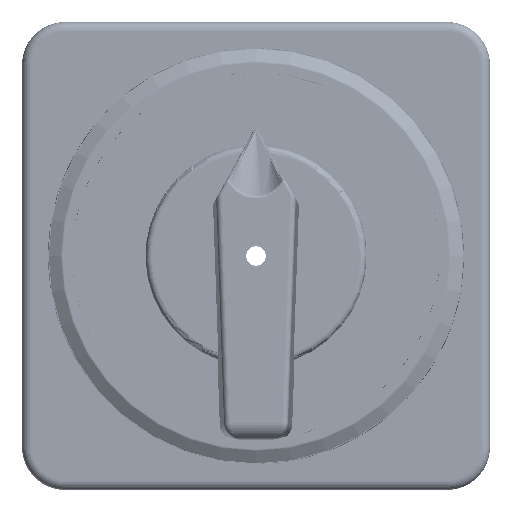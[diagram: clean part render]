
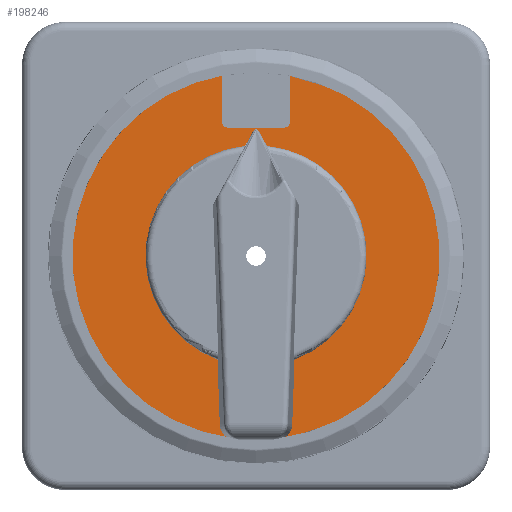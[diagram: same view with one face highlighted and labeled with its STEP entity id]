
A CAD part, front view. The second image highlights one B-rep face of the part: STEP entity #198246.
In plain terms, the highlighted planar face has unit normal (0, -1, 0).
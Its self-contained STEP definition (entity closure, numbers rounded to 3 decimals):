
#193449=CARTESIAN_POINT('',(0.,-14.75,0.));
#193450=DIRECTION('',(0.,1.,0.));
#193451=DIRECTION('',(-0.989,0.,-0.145));
#193452=AXIS2_PLACEMENT_3D('',#193449,#193450,#193451);
#193457=CARTESIAN_POINT('',(0.,-14.75,0.));
#193458=DIRECTION('',(0.,1.,0.));
#193459=DIRECTION('',(-0.989,0.,0.145));
#193460=AXIS2_PLACEMENT_3D('',#193457,#193458,#193459);
#193465=CARTESIAN_POINT('',(-4.3,-14.75,20.75));
#193466=DIRECTION('',(0.,-1.,0.));
#193467=DIRECTION('',(-1.,0.,0.));
#193468=AXIS2_PLACEMENT_3D('',#193465,#193466,#193467);
#193473=CARTESIAN_POINT('',(4.3,-14.75,20.75));
#193474=DIRECTION('',(0.,-1.,0.));
#193475=DIRECTION('',(0.,0.,-1.));
#193476=AXIS2_PLACEMENT_3D('',#193473,#193474,#193475);
#193481=CARTESIAN_POINT('',(0.,-14.75,0.));
#193482=DIRECTION('',(0.,1.,0.));
#193483=DIRECTION('',(0.188,0.,0.982));
#193484=AXIS2_PLACEMENT_3D('',#193481,#193482,#193483);
#193489=CARTESIAN_POINT('',(0.,-14.75,0.));
#193490=DIRECTION('',(0.,1.,0.));
#193491=DIRECTION('',(0.396,0.,0.918));
#193492=AXIS2_PLACEMENT_3D('',#193489,#193490,#193491);
#193497=CARTESIAN_POINT('',(0.,-14.75,0.));
#193498=DIRECTION('',(0.,1.,0.));
#193499=DIRECTION('',(0.62,0.,0.784));
#193500=AXIS2_PLACEMENT_3D('',#193497,#193498,#193499);
#193505=CARTESIAN_POINT('',(0.,-14.75,0.));
#193506=DIRECTION('',(0.,1.,0.));
#193507=DIRECTION('',(0.62,0.,-0.784));
#193508=AXIS2_PLACEMENT_3D('',#193505,#193506,#193507);
#193513=CARTESIAN_POINT('',(0.,-14.75,0.));
#193514=DIRECTION('',(0.,1.,0.));
#193515=DIRECTION('',(0.396,0.,-0.918));
#193516=AXIS2_PLACEMENT_3D('',#193513,#193514,#193515);
#193521=CARTESIAN_POINT('',(4.532,-14.75,-27.884));
#193522=CARTESIAN_POINT('',(4.866,-14.75,-27.646));
#193523=CARTESIAN_POINT('',(5.348,-14.75,-27.069));
#193524=CARTESIAN_POINT('',(5.563,-14.75,-26.348));
#193525=CARTESIAN_POINT('',(5.577,-14.75,-25.938));
#193530=DIRECTION('',(0.035,0.,0.999));
#193531=VECTOR('',#193530,10.01);
#193532=CARTESIAN_POINT('',(5.577,-14.75,-25.938));
#193533=LINE('',#193532,#193531);
#193537=CARTESIAN_POINT('',(0.,-14.75,0.));
#193538=DIRECTION('',(0.,-1.,0.));
#193539=DIRECTION('',(0.349,0.,-0.937));
#193540=AXIS2_PLACEMENT_3D('',#193537,#193538,#193539);
#193545=DIRECTION('',(-0.48,0.,0.877));
#193546=VECTOR('',#193545,2.691);
#193547=CARTESIAN_POINT('',(1.685,-14.75,16.916));
#193548=LINE('',#193547,#193546);
#193552=CARTESIAN_POINT('',(0.,-14.75,19.062));
#193553=DIRECTION('',(0.,-1.,0.));
#193554=DIRECTION('',(0.877,0.,0.48));
#193555=AXIS2_PLACEMENT_3D('',#193552,#193553,#193554);
#193560=CARTESIAN_POINT('',(0.,-14.75,19.062));
#193561=DIRECTION('',(0.,-1.,0.));
#193562=DIRECTION('',(0.,0.,1.));
#193563=AXIS2_PLACEMENT_3D('',#193560,#193561,#193562);
#193568=DIRECTION('',(-0.48,0.,-0.877));
#193569=VECTOR('',#193568,2.691);
#193570=CARTESIAN_POINT('',(-0.395,-14.75,19.278));
#193571=LINE('',#193570,#193569);
#193575=CARTESIAN_POINT('',(0.,-14.75,0.));
#193576=DIRECTION('',(0.,-1.,0.));
#193577=DIRECTION('',(-0.099,0.,0.995));
#193578=AXIS2_PLACEMENT_3D('',#193575,#193576,#193577);
#193583=DIRECTION('',(0.035,0.,
-0.999));
#193584=VECTOR('',#193583,10.01);
#193585=CARTESIAN_POINT('',(-5.926,-14.75,-15.934));
#193586=LINE('',#193585,#193584);
#193590=CARTESIAN_POINT('',(-5.577,-14.75,-25.938));
#193591=CARTESIAN_POINT('',(-5.563,-14.75,-26.348));
#193592=CARTESIAN_POINT('',(-5.348,-14.75,-27.069));
#193593=CARTESIAN_POINT('',(-4.866,-14.75,-27.646));
#193594=CARTESIAN_POINT('',(-4.532,-14.75,-27.884));
#193599=CARTESIAN_POINT('',(0.,-14.75,0.));
#193600=DIRECTION('',(0.,1.,0.));
#193601=DIRECTION('',(-0.16,0.,-0.987));
#193602=AXIS2_PLACEMENT_3D('',#193599,#193600,#193601);
#195029=DIRECTION('',(-1.,0.,0.));
#195030=VECTOR('',#195029,8.6);
#195031=CARTESIAN_POINT('',(4.3,-14.75,19.75));
#195032=LINE('',#195031,#195030);
#195057=DIRECTION('',(0.,0.,1.));
#195058=VECTOR('',#195057,6.998);
#195059=CARTESIAN_POINT('',(-5.3,-14.75,20.75));
#195060=LINE('',#195059,#195058);
#195085=DIRECTION('',(0.,0.,-1.));
#195086=VECTOR('',#195085,6.998);
#195087=CARTESIAN_POINT('',(5.3,-14.75,27.748));
#195088=LINE('',#195087,#195086);
#197576=CARTESIAN_POINT('',(-27.951,-14.75,-4.1));
#197577=CARTESIAN_POINT('',(-27.951,-14.75,4.1));
#197578=VERTEX_POINT('',#197576);
#197579=VERTEX_POINT('',#197577);
#197580=CARTESIAN_POINT('',(-5.3,-14.75,27.748));
#197581=VERTEX_POINT('',#197580);
#197582=CARTESIAN_POINT('',(-5.3,-14.75,20.75));
#197583=VERTEX_POINT('',#197582);
#197584=CARTESIAN_POINT('',(-4.3,-14.75,19.75));
#197585=VERTEX_POINT('',#197584);
#197586=CARTESIAN_POINT('',(4.3,-14.75,19.75));
#197587=VERTEX_POINT('',#197586);
#197588=CARTESIAN_POINT('',(5.3,-14.75,20.75));
#197589=VERTEX_POINT('',#197588);
#197590=CARTESIAN_POINT('',(5.3,-14.75,27.748));
#197591=VERTEX_POINT('',#197590);
#197592=CARTESIAN_POINT('',(11.182,-14.75,25.943));
#197593=VERTEX_POINT('',#197592);
#197594=CARTESIAN_POINT('',(17.526,-14.75,22.156));
#197595=VERTEX_POINT('',#197594);
#197596=CARTESIAN_POINT('',(17.526,-14.75,-22.156));
#197597=VERTEX_POINT('',#197596);
#197598=CARTESIAN_POINT('',(11.182,-14.75,-25.943));
#197599=VERTEX_POINT('',#197598);
#197600=CARTESIAN_POINT('',(4.532,-14.75,-27.884));
#197601=VERTEX_POINT('',#197600);
#197602=VERTEX_POINT('',#193525);
#197603=CARTESIAN_POINT('',(5.926,-14.75,-15.934));
#197604=VERTEX_POINT('',#197603);
#197605=CARTESIAN_POINT('',(1.685,-14.75,16.916));
#197606=VERTEX_POINT('',#197605);
#197607=CARTESIAN_POINT('',(0.395,-14.75,19.278));
#197608=VERTEX_POINT('',#197607);
#197609=CARTESIAN_POINT('',(0.,-14.75,19.512));
#197610=VERTEX_POINT('',#197609);
#197611=CARTESIAN_POINT('',(-0.395,-14.75,19.278));
#197612=VERTEX_POINT('',#197611);
#197613=CARTESIAN_POINT('',(-1.685,-14.75,16.916));
#197614=VERTEX_POINT('',#197613);
#197615=CARTESIAN_POINT('',(-5.926,-14.75,-15.934));
#197616=VERTEX_POINT('',#197615);
#197617=CARTESIAN_POINT('',(-5.577,-14.75,-25.938));
#197618=VERTEX_POINT('',#197617);
#197619=VERTEX_POINT('',#193594);
#198193=CARTESIAN_POINT('',(0.,-14.75,0.));
#198194=DIRECTION('',(0.,1.,0.));
#198195=DIRECTION('',(0.,0.,1.));
#198196=AXIS2_PLACEMENT_3D('',#198193,#198194,#198195);
#198197=PLANE('',#198196);
#198199=ORIENTED_EDGE('',*,*,#198198,.T.);
#198201=ORIENTED_EDGE('',*,*,#198200,.T.);
#198203=ORIENTED_EDGE('',*,*,#198202,.F.);
#198205=ORIENTED_EDGE('',*,*,#198204,.T.);
#198207=ORIENTED_EDGE('',*,*,#198206,.F.);
#198209=ORIENTED_EDGE('',*,*,#198208,.T.);
#198211=ORIENTED_EDGE('',*,*,#198210,.F.);
#198213=ORIENTED_EDGE('',*,*,#198212,.T.);
#198215=ORIENTED_EDGE('',*,*,#198214,.T.);
#198217=ORIENTED_EDGE('',*,*,#198216,.T.);
#198219=ORIENTED_EDGE('',*,*,#198218,.T.);
#198221=ORIENTED_EDGE('',*,*,#198220,.T.);
#198223=ORIENTED_EDGE('',*,*,#198222,.T.);
#198225=ORIENTED_EDGE('',*,*,#198224,.T.);
#198227=ORIENTED_EDGE('',*,*,#198226,.T.);
#198229=ORIENTED_EDGE('',*,*,#198228,.T.);
#198231=ORIENTED_EDGE('',*,*,#198230,.T.);
#198233=ORIENTED_EDGE('',*,*,#198232,.T.);
#198235=ORIENTED_EDGE('',*,*,#198234,.T.);
#198237=ORIENTED_EDGE('',*,*,#198236,.T.);
#198239=ORIENTED_EDGE('',*,*,#198238,.T.);
#198241=ORIENTED_EDGE('',*,*,#198240,.T.);
#198243=ORIENTED_EDGE('',*,*,#198242,.T.);
#198244=EDGE_LOOP('',(#198199,#198201,#198203,#198205,#198207,#198209,#198211,
#198213,#198215,#198217,#198219,#198221,#198223,#198225,#198227,#198229,#198231,
#198233,#198235,#198237,#198239,#198241,#198243));
#198245=FACE_OUTER_BOUND('',#198244,.F.);
#193453=CIRCLE('',#193452,28.25);
#193461=CIRCLE('',#193460,28.25);
#193469=CIRCLE('',#193468,1.);
#193477=CIRCLE('',#193476,1.);
#193485=CIRCLE('',#193484,28.25);
#193493=CIRCLE('',#193492,28.25);
#193501=CIRCLE('',#193500,28.25);
#193509=CIRCLE('',#193508,28.25);
#193517=CIRCLE('',#193516,28.25);
#193526=B_SPLINE_CURVE_WITH_KNOTS('',3,(#193521,#193522,#193523,#193524,
#193525),.UNSPECIFIED.,.F.,.F.,(4,1,4),(0.,0.5,1.),.UNSPECIFIED.);
#193541=CIRCLE('',#193540,17.);
#193556=CIRCLE('',#193555,0.45);
#193564=CIRCLE('',#193563,0.45);
#193579=CIRCLE('',#193578,17.);
#193595=B_SPLINE_CURVE_WITH_KNOTS('',3,(#193590,#193591,#193592,#193593,
#193594),.UNSPECIFIED.,.F.,.F.,(4,1,4),(0.,0.5,1.),.UNSPECIFIED.);
#193603=CIRCLE('',#193602,28.25);
#198198=EDGE_CURVE('',#197578,#197579,#193453,.T.);
#198200=EDGE_CURVE('',#197579,#197581,#193461,.T.);
#198202=EDGE_CURVE('',#197583,#197581,#195060,.T.);
#198204=EDGE_CURVE('',#197583,#197585,#193469,.T.);
#198206=EDGE_CURVE('',#197587,#197585,#195032,.T.);
#198208=EDGE_CURVE('',#197587,#197589,#193477,.T.);
#198210=EDGE_CURVE('',#197591,#197589,#195088,.T.);
#198212=EDGE_CURVE('',#197591,#197593,#193485,.T.);
#198214=EDGE_CURVE('',#197593,#197595,#193493,.T.);
#198216=EDGE_CURVE('',#197595,#197597,#193501,.T.);
#198218=EDGE_CURVE('',#197597,#197599,#193509,.T.);
#198220=EDGE_CURVE('',#197599,#197601,#193517,.T.);
#198222=EDGE_CURVE('',#197601,#197602,#193526,.T.);
#198224=EDGE_CURVE('',#197602,#197604,#193533,.T.);
#198226=EDGE_CURVE('',#197604,#197606,#193541,.T.);
#198228=EDGE_CURVE('',#197606,#197608,#193548,.T.);
#198230=EDGE_CURVE('',#197608,#197610,#193556,.T.);
#198232=EDGE_CURVE('',#197610,#197612,#193564,.T.);
#198234=EDGE_CURVE('',#197612,#197614,#193571,.T.);
#198236=EDGE_CURVE('',#197614,#197616,#193579,.T.);
#198238=EDGE_CURVE('',#197616,#197618,#193586,.T.);
#198240=EDGE_CURVE('',#197618,#197619,#193595,.T.);
#198242=EDGE_CURVE('',#197619,#197578,#193603,.T.);
#198246=ADVANCED_FACE('',(#198245),#198197,.F.);
